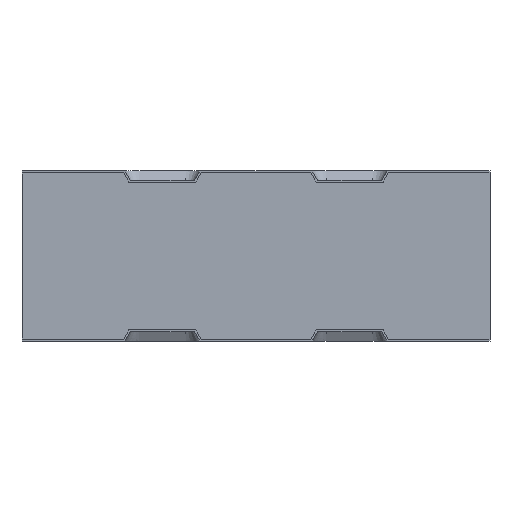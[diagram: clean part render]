
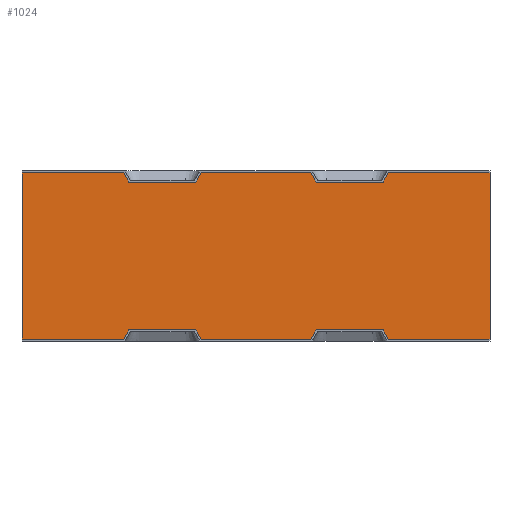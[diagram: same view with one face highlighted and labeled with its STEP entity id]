
A CAD part, front view. The second image highlights one B-rep face of the part: STEP entity #1024.
In plain terms, the highlighted planar face has unit normal (0, -1, 0).
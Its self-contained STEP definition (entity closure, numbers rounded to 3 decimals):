
#55=FACE_OUTER_BOUND('',#105,.T.);
#105=EDGE_LOOP('',(#800,#801,#802,#803,#804,#805,#806,#807));
#165=LINE('',#1523,#277);
#194=LINE('',#1614,#306);
#216=LINE('',#1659,#328);
#220=LINE('',#1666,#332);
#221=LINE('',#1668,#333);
#222=LINE('',#1669,#334);
#223=LINE('',#1671,#335);
#224=LINE('',#1672,#336);
#277=VECTOR('',#1223,10.);
#306=VECTOR('',#1304,10.);
#328=VECTOR('',#1348,10.);
#332=VECTOR('',#1354,10.);
#333=VECTOR('',#1355,10.);
#334=VECTOR('',#1356,10.);
#335=VECTOR('',#1357,10.);
#336=VECTOR('',#1358,10.);
#423=VERTEX_POINT('',#1520);
#424=VERTEX_POINT('',#1522);
#459=VERTEX_POINT('',#1611);
#460=VERTEX_POINT('',#1613);
#472=VERTEX_POINT('',#1658);
#474=VERTEX_POINT('',#1665);
#475=VERTEX_POINT('',#1667);
#476=VERTEX_POINT('',#1670);
#526=EDGE_CURVE('',#424,#423,#165,.T.);
#571=EDGE_CURVE('',#460,#459,#194,.T.);
#596=EDGE_CURVE('',#472,#460,#216,.T.);
#600=EDGE_CURVE('',#474,#459,#220,.T.);
#601=EDGE_CURVE('',#475,#474,#221,.T.);
#602=EDGE_CURVE('',#475,#424,#222,.T.);
#603=EDGE_CURVE('',#476,#423,#223,.T.);
#604=EDGE_CURVE('',#472,#476,#224,.T.);
#800=ORIENTED_EDGE('',*,*,#596,.T.);
#801=ORIENTED_EDGE('',*,*,#571,.T.);
#802=ORIENTED_EDGE('',*,*,#600,.F.);
#803=ORIENTED_EDGE('',*,*,#601,.F.);
#804=ORIENTED_EDGE('',*,*,#602,.T.);
#805=ORIENTED_EDGE('',*,*,#526,.T.);
#806=ORIENTED_EDGE('',*,*,#603,.F.);
#807=ORIENTED_EDGE('',*,*,#604,.F.);
#927=PLANE('',#1125);
#1024=ADVANCED_FACE('',(#55),#927,.F.);
#1125=AXIS2_PLACEMENT_3D('',#1664,#1352,#1353);
#1223=DIRECTION('',(1.,0.,0.));
#1304=DIRECTION('',(-1.,0.,0.));
#1348=DIRECTION('',(0.,0.,1.));
#1352=DIRECTION('center_axis',(0.,1.,0.));
#1353=DIRECTION('ref_axis',(0.,0.,1.));
#1354=DIRECTION('',(0.,0.,1.));
#1355=DIRECTION('',(0.,0.,1.));
#1356=DIRECTION('',(0.,0.,-1.));
#1357=DIRECTION('',(0.,0.,-1.));
#1358=DIRECTION('',(0.,0.,-1.));
#1520=CARTESIAN_POINT('',(0.,-0.55,-53.95));
#1522=CARTESIAN_POINT('',(-150.,-0.55,-53.95));
#1523=CARTESIAN_POINT('',(-75.,-0.55,-53.95));
#1611=CARTESIAN_POINT('',(-150.,-0.55,-0.55));
#1613=CARTESIAN_POINT('',(0.,-0.55,-0.55));
#1614=CARTESIAN_POINT('',(-75.,-0.55,-0.55));
#1658=CARTESIAN_POINT('',(0.,-0.55,-1.1));
#1659=CARTESIAN_POINT('',(0.,-0.55,-40.875));
#1664=CARTESIAN_POINT('Origin',(-75.,-0.55,-27.25));
#1665=CARTESIAN_POINT('',(-150.,-0.55,-1.1));
#1666=CARTESIAN_POINT('',(-150.,-0.55,-40.6));
#1667=CARTESIAN_POINT('',(-150.,-0.55,-53.4));
#1668=CARTESIAN_POINT('',(-150.,-0.55,0.));
#1669=CARTESIAN_POINT('',(-150.,-0.55,-40.6));
#1670=CARTESIAN_POINT('',(0.,-0.55,-53.4));
#1671=CARTESIAN_POINT('',(0.,-0.55,-40.875));
#1672=CARTESIAN_POINT('',(0.,-0.55,-54.5));
